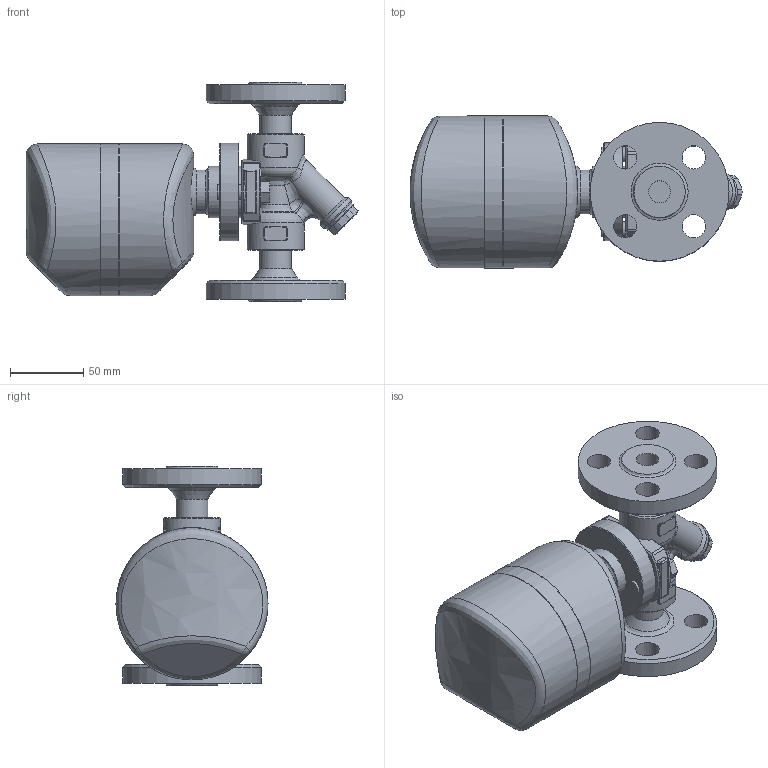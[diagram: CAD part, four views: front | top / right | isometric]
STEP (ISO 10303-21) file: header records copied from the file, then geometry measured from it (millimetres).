
FILE_DESCRIPTION((''),'2;1');
FILE_NAME('fs500-015-a0300-00.stp','2010-05-21T14:46:25',('nakaot'),(''),'Autodesk Inventor 2008','Autodesk Inventor 2008','');
FILE_SCHEMA(('AUTOMOTIVE_DESIGN { 1 0 10303 214 1 1 1 1 }'));
Length unit declared in the file: millimetre
Products named in the file (1): fs500-015-a0300-00
Bounding box: 227.06 x 104 x 150 mm (x, y, z)
Volume: 1239942.9 mm3; surface area: 143327.3 mm2
Topology: 1 solids, 4 shells, 366 faces, 861 edges, 513 vertices
Faces by surface type: cylinder 108, bspline 105, plane 92, cone 33, torus 20, sphere 8
Full cylindrical faces by diameter (mm): 10 x2, 10.5 x1, 15 x1, 16 x4, 17 x1, 21.7 x1, 23 x1, 25 x1, 27 x1, 30 x1, 33 x1, 35 x3, 39 x2, 60 x2, 67 x1, 95 x1, 104 x2
Entity records: 16339 total; most frequent: CARTESIAN_POINT 8815, ORIENTED_EDGE 1536, DIRECTION 1464, EDGE_CURVE 768, AXIS2_PLACEMENT_3D 612, VERTEX_POINT 495, EDGE_LOOP 473, FACE_OUTER_BOUND 366
